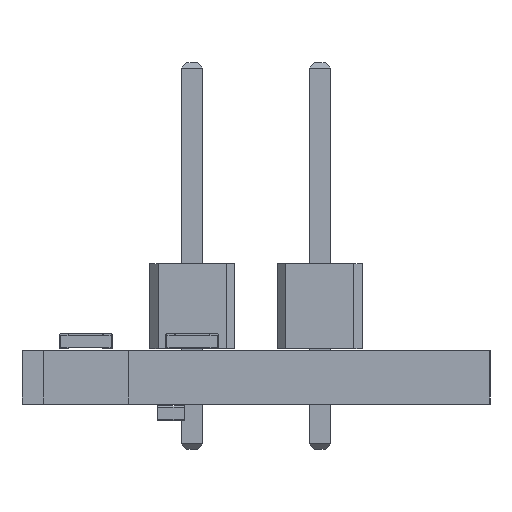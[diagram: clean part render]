
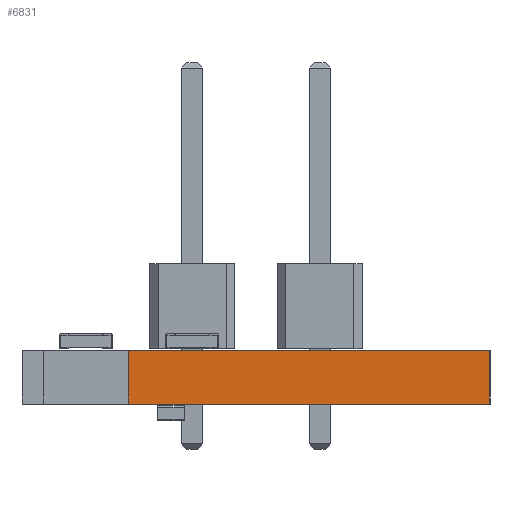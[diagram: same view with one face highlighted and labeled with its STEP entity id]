
A CAD part, left-side view. The second image highlights one B-rep face of the part: STEP entity #6831.
In plain terms, the highlighted planar face has unit normal (-1, 0, 0).
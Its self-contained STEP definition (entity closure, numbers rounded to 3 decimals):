
#6831 = ADVANCED_FACE('',(#6832),#6846,.T.);
#6832 = FACE_BOUND('',#6833,.T.);
#6833 = EDGE_LOOP('',(#6834,#6869,#6897,#6925));
#6834 = ORIENTED_EDGE('',*,*,#6835,.T.);
#6835 = EDGE_CURVE('',#6836,#6838,#6840,.T.);
#6836 = VERTEX_POINT('',#6837);
#6837 = CARTESIAN_POINT('',(-35.56,0.,0.));
#6838 = VERTEX_POINT('',#6839);
#6839 = CARTESIAN_POINT('',(-35.56,0.,1.6));
#6840 = SURFACE_CURVE('',#6841,(#6845,#6857),.PCURVE_S1.);
#6841 = LINE('',#6842,#6843);
#6842 = CARTESIAN_POINT('',(-35.56,0.,0.));
#6843 = VECTOR('',#6844,1.);
#6844 = DIRECTION('',(0.,0.,1.));
#6845 = PCURVE('',#6846,#6851);
#6846 = PLANE('',#6847);
#6847 = AXIS2_PLACEMENT_3D('',#6848,#6849,#6850);
#6848 = CARTESIAN_POINT('',(-35.56,0.,0.));
#6849 = DIRECTION('',(-1.,0.,0.));
#6850 = DIRECTION('',(0.,1.,0.));
#6851 = DEFINITIONAL_REPRESENTATION('',(#6852),#6856);
#6852 = LINE('',#6853,#6854);
#6853 = CARTESIAN_POINT('',(0.,0.));
#6854 = VECTOR('',#6855,1.);
#6855 = DIRECTION('',(0.,-1.));
#6856 = ( GEOMETRIC_REPRESENTATION_CONTEXT(2) 
PARAMETRIC_REPRESENTATION_CONTEXT() REPRESENTATION_CONTEXT('2D SPACE',''
  ) );
#6857 = PCURVE('',#6858,#6863);
#6858 = PLANE('',#6859);
#6859 = AXIS2_PLACEMENT_3D('',#6860,#6861,#6862);
#6860 = CARTESIAN_POINT('',(-32.385,0.,0.));
#6861 = DIRECTION('',(0.,-1.,0.));
#6862 = DIRECTION('',(-1.,0.,0.));
#6863 = DEFINITIONAL_REPRESENTATION('',(#6864),#6868);
#6864 = LINE('',#6865,#6866);
#6865 = CARTESIAN_POINT('',(3.175,0.));
#6866 = VECTOR('',#6867,1.);
#6867 = DIRECTION('',(0.,-1.));
#6868 = ( GEOMETRIC_REPRESENTATION_CONTEXT(2) 
PARAMETRIC_REPRESENTATION_CONTEXT() REPRESENTATION_CONTEXT('2D SPACE',''
  ) );
#6869 = ORIENTED_EDGE('',*,*,#6870,.T.);
#6870 = EDGE_CURVE('',#6838,#6871,#6873,.T.);
#6871 = VERTEX_POINT('',#6872);
#6872 = CARTESIAN_POINT('',(-35.56,10.795,1.6));
#6873 = SURFACE_CURVE('',#6874,(#6878,#6885),.PCURVE_S1.);
#6874 = LINE('',#6875,#6876);
#6875 = CARTESIAN_POINT('',(-35.56,0.,1.6));
#6876 = VECTOR('',#6877,1.);
#6877 = DIRECTION('',(0.,1.,0.));
#6878 = PCURVE('',#6846,#6879);
#6879 = DEFINITIONAL_REPRESENTATION('',(#6880),#6884);
#6880 = LINE('',#6881,#6882);
#6881 = CARTESIAN_POINT('',(0.,-1.6));
#6882 = VECTOR('',#6883,1.);
#6883 = DIRECTION('',(1.,0.));
#6884 = ( GEOMETRIC_REPRESENTATION_CONTEXT(2) 
PARAMETRIC_REPRESENTATION_CONTEXT() REPRESENTATION_CONTEXT('2D SPACE',''
  ) );
#6885 = PCURVE('',#6886,#6891);
#6886 = PLANE('',#6887);
#6887 = AXIS2_PLACEMENT_3D('',#6888,#6889,#6890);
#6888 = CARTESIAN_POINT('',(-17.19,6.395,1.6));
#6889 = DIRECTION('',(0.,0.,-1.));
#6890 = DIRECTION('',(-1.,0.,0.));
#6891 = DEFINITIONAL_REPRESENTATION('',(#6892),#6896);
#6892 = LINE('',#6893,#6894);
#6893 = CARTESIAN_POINT('',(18.37,-6.395));
#6894 = VECTOR('',#6895,1.);
#6895 = DIRECTION('',(0.,1.));
#6896 = ( GEOMETRIC_REPRESENTATION_CONTEXT(2) 
PARAMETRIC_REPRESENTATION_CONTEXT() REPRESENTATION_CONTEXT('2D SPACE',''
  ) );
#6897 = ORIENTED_EDGE('',*,*,#6898,.F.);
#6898 = EDGE_CURVE('',#6899,#6871,#6901,.T.);
#6899 = VERTEX_POINT('',#6900);
#6900 = CARTESIAN_POINT('',(-35.56,10.795,0.));
#6901 = SURFACE_CURVE('',#6902,(#6906,#6913),.PCURVE_S1.);
#6902 = LINE('',#6903,#6904);
#6903 = CARTESIAN_POINT('',(-35.56,10.795,0.));
#6904 = VECTOR('',#6905,1.);
#6905 = DIRECTION('',(0.,0.,1.));
#6906 = PCURVE('',#6846,#6907);
#6907 = DEFINITIONAL_REPRESENTATION('',(#6908),#6912);
#6908 = LINE('',#6909,#6910);
#6909 = CARTESIAN_POINT('',(10.795,0.));
#6910 = VECTOR('',#6911,1.);
#6911 = DIRECTION('',(0.,-1.));
#6912 = ( GEOMETRIC_REPRESENTATION_CONTEXT(2) 
PARAMETRIC_REPRESENTATION_CONTEXT() REPRESENTATION_CONTEXT('2D SPACE',''
  ) );
#6913 = PCURVE('',#6914,#6919);
#6914 = PLANE('',#6915);
#6915 = AXIS2_PLACEMENT_3D('',#6916,#6917,#6918);
#6916 = CARTESIAN_POINT('',(-35.56,10.795,0.));
#6917 = DIRECTION('',(0.,1.,0.));
#6918 = DIRECTION('',(1.,0.,0.));
#6919 = DEFINITIONAL_REPRESENTATION('',(#6920),#6924);
#6920 = LINE('',#6921,#6922);
#6921 = CARTESIAN_POINT('',(0.,0.));
#6922 = VECTOR('',#6923,1.);
#6923 = DIRECTION('',(0.,-1.));
#6924 = ( GEOMETRIC_REPRESENTATION_CONTEXT(2) 
PARAMETRIC_REPRESENTATION_CONTEXT() REPRESENTATION_CONTEXT('2D SPACE',''
  ) );
#6925 = ORIENTED_EDGE('',*,*,#6926,.F.);
#6926 = EDGE_CURVE('',#6836,#6899,#6927,.T.);
#6927 = SURFACE_CURVE('',#6928,(#6932,#6939),.PCURVE_S1.);
#6928 = LINE('',#6929,#6930);
#6929 = CARTESIAN_POINT('',(-35.56,0.,0.));
#6930 = VECTOR('',#6931,1.);
#6931 = DIRECTION('',(0.,1.,0.));
#6932 = PCURVE('',#6846,#6933);
#6933 = DEFINITIONAL_REPRESENTATION('',(#6934),#6938);
#6934 = LINE('',#6935,#6936);
#6935 = CARTESIAN_POINT('',(0.,0.));
#6936 = VECTOR('',#6937,1.);
#6937 = DIRECTION('',(1.,0.));
#6938 = ( GEOMETRIC_REPRESENTATION_CONTEXT(2) 
PARAMETRIC_REPRESENTATION_CONTEXT() REPRESENTATION_CONTEXT('2D SPACE',''
  ) );
#6939 = PCURVE('',#6940,#6945);
#6940 = PLANE('',#6941);
#6941 = AXIS2_PLACEMENT_3D('',#6942,#6943,#6944);
#6942 = CARTESIAN_POINT('',(-17.19,6.395,0.));
#6943 = DIRECTION('',(0.,0.,-1.));
#6944 = DIRECTION('',(-1.,0.,0.));
#6945 = DEFINITIONAL_REPRESENTATION('',(#6946),#6950);
#6946 = LINE('',#6947,#6948);
#6947 = CARTESIAN_POINT('',(18.37,-6.395));
#6948 = VECTOR('',#6949,1.);
#6949 = DIRECTION('',(0.,1.));
#6950 = ( GEOMETRIC_REPRESENTATION_CONTEXT(2) 
PARAMETRIC_REPRESENTATION_CONTEXT() REPRESENTATION_CONTEXT('2D SPACE',''
  ) );
